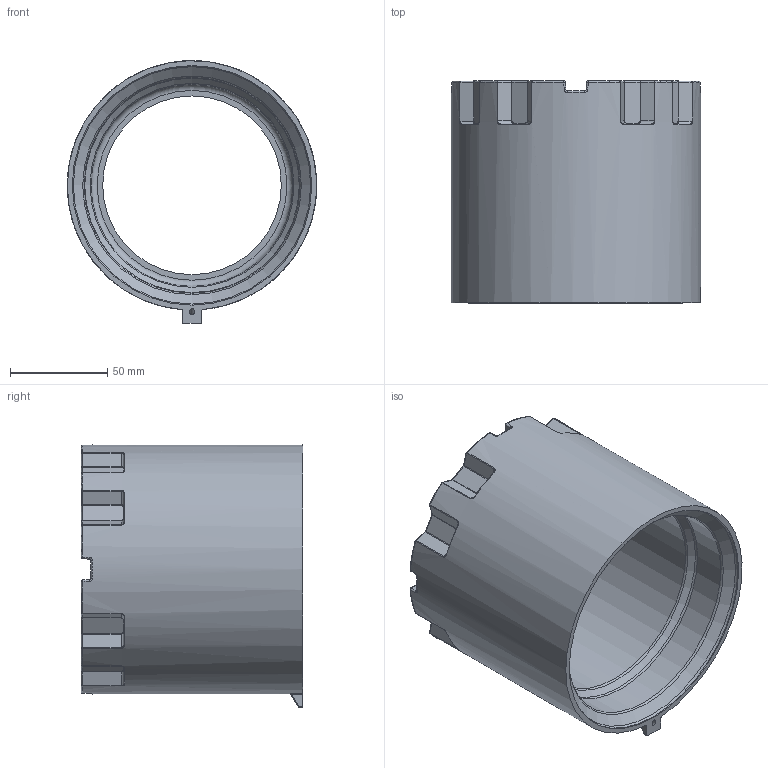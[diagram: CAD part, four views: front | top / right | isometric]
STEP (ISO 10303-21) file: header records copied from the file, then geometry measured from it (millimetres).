
FILE_DESCRIPTION(/* description */ (''),/* implementation_level */ '2;1');
FILE_NAME(/* name */ 'KIL_HKX2GLD.stp',/* time_stamp */ '2021-01-29T17:24:18+06:00',/* author */ ('kr'),/* organization */ (''),/* preprocessor_version */ 'ST-DEVELOPER v18',/* originating_system */ 'Autodesk Inventor 2020',/* authorisation */ '');
FILE_SCHEMA (('AUTOMOTIVE_DESIGN { 1 0 10303 214 3 1 1 }'));
Length unit declared in the file: inch
Products named in the file (1): 51640ABAM for web
Bounding box: 128.51 x 114.3 x 135.36 mm (x, y, z)
Volume: 469396.6 mm3; surface area: 94657.7 mm2
Topology: 1 solids, 1 shells, 319 faces, 743 edges, 394 vertices
Faces by surface type: cylinder 108, bspline 99, plane 54, torus 37, sphere 18, cone 3
Full cylindrical faces by diameter (mm): 2.642 x1, 104.14 x1, 111.506 x1, 123.444 x1, 128.524 x1
Entity records: 11591 total; most frequent: CARTESIAN_POINT 4474, ORIENTED_EDGE 1422, DIRECTION 1415, EDGE_CURVE 711, AXIS2_PLACEMENT_3D 599, VERTEX_POINT 394, EDGE_LOOP 323, FACE_OUTER_BOUND 319
